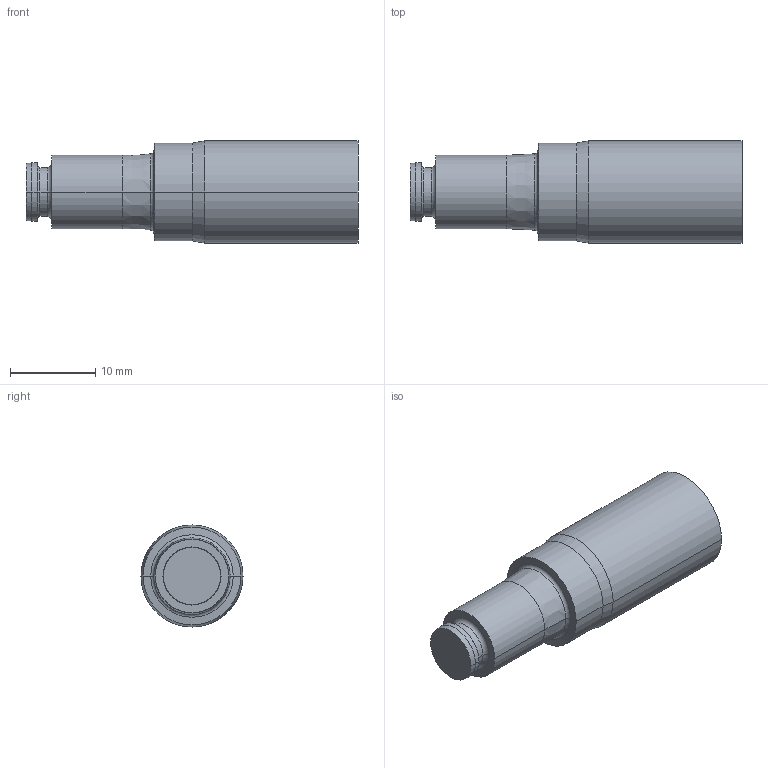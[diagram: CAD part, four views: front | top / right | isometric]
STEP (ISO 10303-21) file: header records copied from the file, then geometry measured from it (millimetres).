
FILE_DESCRIPTION((''),'2;1');
FILE_NAME('KONTUR-DL12-MN','2017-07-14T',('wom'),(''),'CREO PARAMETRIC BY PTC INC, 2016260','CREO PARAMETRIC BY PTC INC, 2016260','');
FILE_SCHEMA(('CONFIG_CONTROL_DESIGN'));
Length unit declared in the file: millimetre
Products named in the file (1): KONTUR-DL12-MN
Bounding box: 39 x 12 x 12 mm (x, y, z)
Volume: 3466.9 mm3; surface area: 1500.5 mm2
Topology: 1 solids, 1 shells, 29 faces, 56 edges, 30 vertices
Faces by surface type: cone 10, cylinder 10, torus 6, plane 3
Entity records: 768 total; most frequent: DIRECTION 150, CARTESIAN_POINT 115, ORIENTED_EDGE 112, AXIS2_PLACEMENT_3D 65, EDGE_CURVE 56, CIRCLE 36, VERTEX_POINT 30, EDGE_LOOP 30
